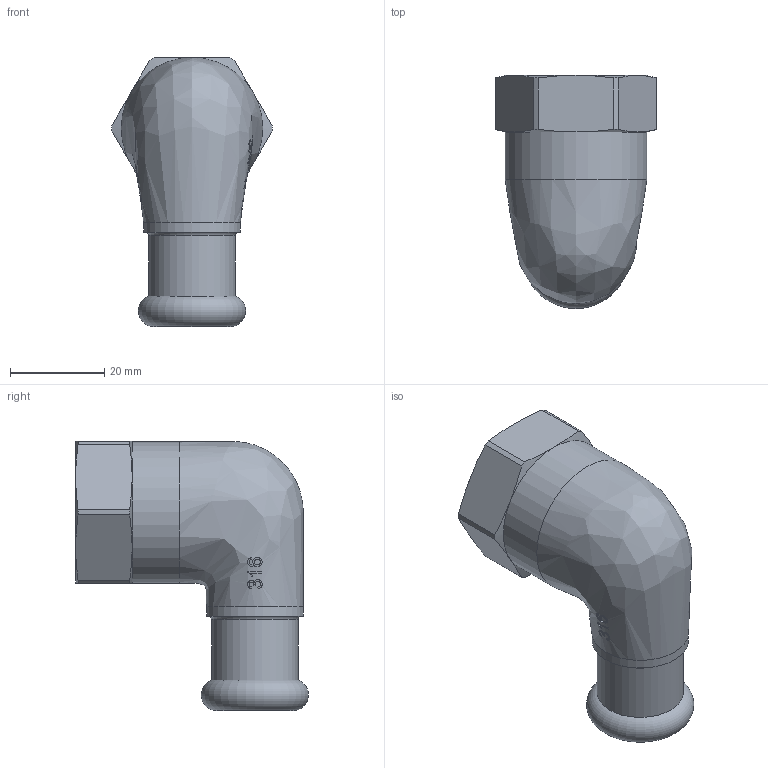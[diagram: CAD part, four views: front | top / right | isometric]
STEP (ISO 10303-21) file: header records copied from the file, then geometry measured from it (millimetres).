
FILE_DESCRIPTION(/* description */ ('Gomito 90° filettato femmina 3/4"x15 (Microfuso) / Elbow adapter 90° with female thread 3/4"x15 (casting)'),/* implementation_level */ '2;1');
FILE_NAME(/* name */ '198304015_Inoxpres.stp',/* time_stamp */ '2022-10-12T16:41:10+02:00',/* author */ ('Vault'),/* organization */ ('Raccorderie metalliche s.p.a. '),/* preprocessor_version */ 'ST-DEVELOPER v18.1',/* originating_system */ 'Autodesk Inventor 2020',/* authorisation */ 'Raccorderie metalliche s.p.a. ');
FILE_SCHEMA (('AUTOMOTIVE_DESIGN { 1 0 10303 214 3 1 1 }'));
Length unit declared in the file: millimetre
Products named in the file (1): 198304015_Inoxpres
Bounding box: 34 x 49.35 x 57 mm (x, y, z)
Volume: 17635.8 mm3; surface area: 11341.2 mm2
Topology: 1 solids, 1 shells, 184 faces, 503 edges, 336 vertices
Faces by surface type: plane 77, bspline 73, cylinder 15, cone 13, torus 6
Full cylindrical faces by diameter (mm): 13 x1, 15.3 x1, 15.7 x2, 18.3 x1, 20.5 x1, 22 x1, 24.117 x1, 30 x1
Entity records: 8608 total; most frequent: CARTESIAN_POINT 4599, ORIENTED_EDGE 1006, DIRECTION 531, EDGE_CURVE 503, VERTEX_POINT 336, B_SPLINE_CURVE_WITH_KNOTS 252, EDGE_LOOP 201, AXIS2_PLACEMENT_3D 192
